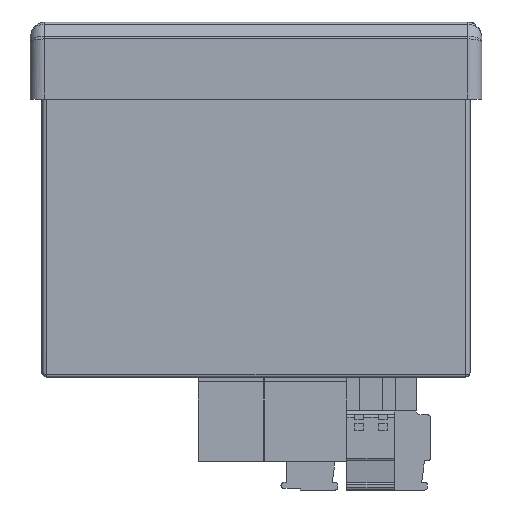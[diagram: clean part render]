
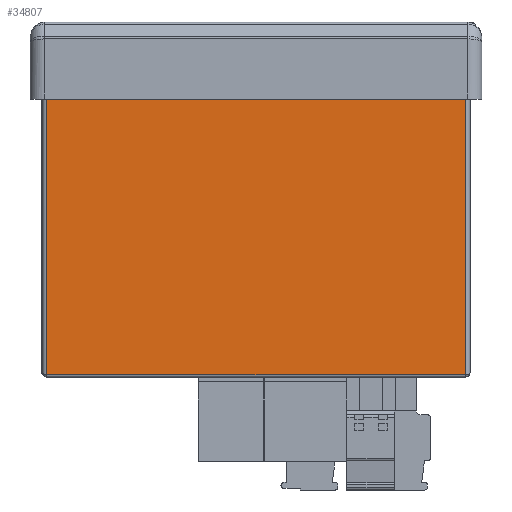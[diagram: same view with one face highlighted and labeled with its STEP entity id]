
A CAD part, front view. The second image highlights one B-rep face of the part: STEP entity #34807.
In plain terms, the highlighted planar face has unit normal (0, -1, 0).
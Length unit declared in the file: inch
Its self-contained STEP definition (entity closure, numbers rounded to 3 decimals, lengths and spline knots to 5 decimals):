
#4504 = EDGE_CURVE ( 'NONE', #23582, #48020, #24992, .T. ) ;
#6934 = VECTOR ( 'NONE', #72109, 39.37008 ) ;
#7063 = ORIENTED_EDGE ( 'NONE', *, *, #7099, .T. ) ;
#7099 = EDGE_CURVE ( 'NONE', #55195, #55592, #30807, .T. ) ;
#13121 = CARTESIAN_POINT ( 'NONE',  ( 1.79134, -0.84646, 0. ) ) ;
#13606 = PLANE ( 'NONE',  #71962 ) ;
#15846 = CARTESIAN_POINT ( 'NONE',  ( -1.75197, -0.84646, -2.30709 ) ) ;
#17616 = EDGE_CURVE ( 'NONE', #48020, #55195, #34534, .T. ) ;
#18478 = CARTESIAN_POINT ( 'NONE',  ( 1.75197, -0.84646, -2.30709 ) ) ;
#19515 = LINE ( 'NONE', #63466, #49820 ) ;
#20040 = DIRECTION ( 'NONE',  ( 0., 1., 0. ) ) ;
#23582 = VERTEX_POINT ( 'NONE', #18478 ) ;
#24538 = CARTESIAN_POINT ( 'NONE',  ( 1.75197, -0.84646, 0. ) ) ;
#24992 = LINE ( 'NONE', #72826, #41450 ) ;
#25428 = CARTESIAN_POINT ( 'NONE',  ( 1.79134, -0.84646, -2.32677 ) ) ;
#30807 = LINE ( 'NONE', #56068, #46395 ) ;
#34534 = LINE ( 'NONE', #13121, #6934 ) ;
#34807 = ADVANCED_FACE ( 'NONE', ( #64299 ), #13606, .F. ) ;
#37183 = DIRECTION ( 'NONE',  ( 0., 0., 1. ) ) ;
#39492 = CARTESIAN_POINT ( 'NONE',  ( -1.75197, -0.84646, 0. ) ) ;
#40397 = EDGE_LOOP ( 'NONE', ( #74883, #45891, #54117, #7063 ) ) ;
#41450 = VECTOR ( 'NONE', #67440, 39.37008 ) ;
#45891 = ORIENTED_EDGE ( 'NONE', *, *, #4504, .T. ) ;
#46395 = VECTOR ( 'NONE', #61972, 39.37008 ) ;
#48020 = VERTEX_POINT ( 'NONE', #24538 ) ;
#49820 = VECTOR ( 'NONE', #64224, 39.37008 ) ;
#54117 = ORIENTED_EDGE ( 'NONE', *, *, #17616, .T. ) ;
#55195 = VERTEX_POINT ( 'NONE', #39492 ) ;
#55592 = VERTEX_POINT ( 'NONE', #15846 ) ;
#56068 = CARTESIAN_POINT ( 'NONE',  ( -1.75197, -0.84646, -2.32677 ) ) ;
#56387 = EDGE_CURVE ( 'NONE', #55592, #23582, #19515, .T. ) ;
#61972 = DIRECTION ( 'NONE',  ( 0., 0., -1. ) ) ;
#63466 = CARTESIAN_POINT ( 'NONE',  ( 1.79134, -0.84646, -2.30709 ) ) ;
#64224 = DIRECTION ( 'NONE',  ( 1., 0., 0. ) ) ;
#64299 = FACE_OUTER_BOUND ( 'NONE', #40397, .T. ) ;
#67440 = DIRECTION ( 'NONE',  ( 0., 0., 1. ) ) ;
#71962 = AXIS2_PLACEMENT_3D ( 'NONE', #25428, #20040, #37183 ) ;
#72109 = DIRECTION ( 'NONE',  ( -1., 0., 0. ) ) ;
#72826 = CARTESIAN_POINT ( 'NONE',  ( 1.75197, -0.84646, -2.32677 ) ) ;
#74883 = ORIENTED_EDGE ( 'NONE', *, *, #56387, .T. ) ;
